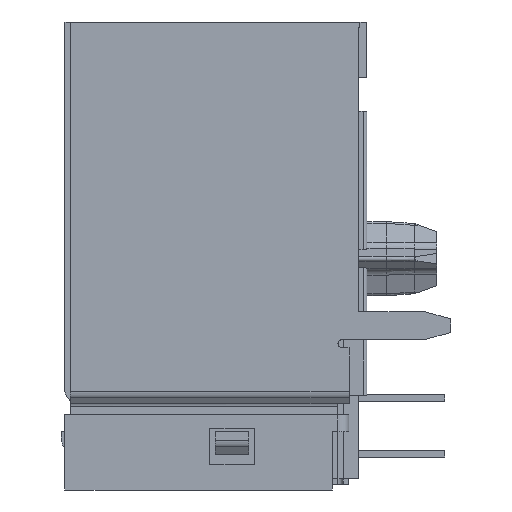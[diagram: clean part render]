
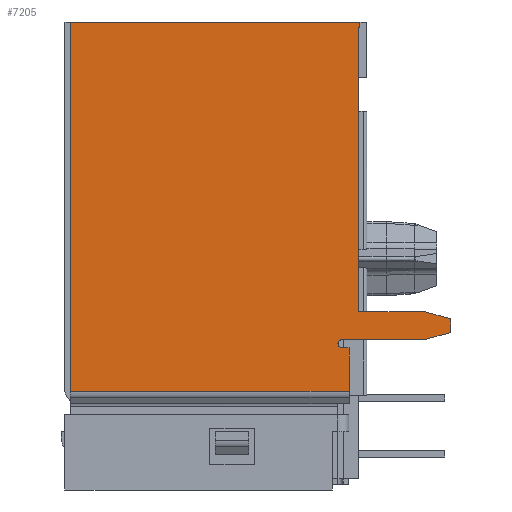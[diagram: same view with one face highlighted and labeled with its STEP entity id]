
A CAD part, left-side view. The second image highlights one B-rep face of the part: STEP entity #7205.
In plain terms, the highlighted planar face has unit normal (-1, 0, 0).
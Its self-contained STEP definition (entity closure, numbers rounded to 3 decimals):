
#350=DIRECTION('',(0.,0.,-1.));
#351=VECTOR('',#350,12.959);
#352=CARTESIAN_POINT('',(-7.938,-6.502,-0.249));
#353=LINE('',#352,#351);
#642=DIRECTION('',(0.,-1.,0.));
#643=VECTOR('',#642,0.064);
#644=CARTESIAN_POINT('',(-7.938,-6.502,-0.249));
#645=LINE('',#644,#643);
#662=DIRECTION('',(0.,1.,0.));
#663=VECTOR('',#662,0.318);
#664=CARTESIAN_POINT('',(-7.938,-6.07,-14.859));
#665=LINE('',#664,#663);
#666=DIRECTION('',(0.,0.,1.));
#667=VECTOR('',#666,1.978);
#668=CARTESIAN_POINT('',(-7.938,-6.07,-16.837));
#669=LINE('',#668,#667);
#670=DIRECTION('',(0.,-1.,0.));
#671=VECTOR('',#670,13.201);
#672=CARTESIAN_POINT('',(-7.938,6.635,0.));
#673=LINE('',#672,#671);
#674=DIRECTION('',(0.,-1.,0.));
#675=VECTOR('',#674,3.006);
#676=CARTESIAN_POINT('',(-7.938,-6.502,-13.208));
#677=LINE('',#676,#675);
#678=DIRECTION('',(0.,-0.966,-0.259));
#679=VECTOR('',#678,1.227);
#680=CARTESIAN_POINT('',(-7.938,-9.508,-13.208));
#681=LINE('',#680,#679);
#682=DIRECTION('',(0.,0.,-1.));
#683=VECTOR('',#682,0.635);
#684=CARTESIAN_POINT('',(-7.938,-10.693,-13.526));
#685=LINE('',#684,#683);
#686=DIRECTION('',(0.,0.966,-0.259));
#687=VECTOR('',#686,1.227);
#688=CARTESIAN_POINT('',(-7.938,-10.693,-14.161));
#689=LINE('',#688,#687);
#690=CARTESIAN_POINT('',(-7.938,-5.753,-14.669));
#691=DIRECTION('',(1.,0.,0.));
#692=DIRECTION('',(0.,0.,-1.));
#693=AXIS2_PLACEMENT_3D('',#690,#691,#692);
#707=DIRECTION('',(0.,-1.,0.));
#708=VECTOR('',#707,3.756);
#709=CARTESIAN_POINT('',(-7.938,-5.753,-14.478));
#710=LINE('',#709,#708);
#1799=DIRECTION('',(0.,0.,-1.));
#1800=VECTOR('',#1799,16.837);
#1801=CARTESIAN_POINT('',(-7.938,6.635,0.));
#1802=LINE('',#1801,#1800);
#1829=DIRECTION('',(0.,1.,0.));
#1830=VECTOR('',#1829,12.705);
#1831=CARTESIAN_POINT('',(-7.938,-6.07,-16.837));
#1832=LINE('',#1831,#1830);
#1889=DIRECTION('',(0.,0.,1.));
#1890=VECTOR('',#1889,0.249);
#1891=CARTESIAN_POINT('',(-7.938,-6.566,-0.249));
#1892=LINE('',#1891,#1890);
#5122=CARTESIAN_POINT('',(-7.938,-6.566,0.));
#5124=VERTEX_POINT('',#5122);
#5138=CARTESIAN_POINT('',(-7.938,-6.566,-0.249));
#5139=VERTEX_POINT('',#5138);
#5294=CARTESIAN_POINT('',(-7.938,6.635,0.));
#5295=CARTESIAN_POINT('',(-7.938,6.635,-16.837));
#5296=VERTEX_POINT('',#5294);
#5297=VERTEX_POINT('',#5295);
#5302=CARTESIAN_POINT('',(-7.938,-6.502,-0.249));
#5303=VERTEX_POINT('',#5302);
#5350=CARTESIAN_POINT('',(-7.938,-9.508,-13.208));
#5351=CARTESIAN_POINT('',(-7.938,-10.693,-13.526));
#5352=VERTEX_POINT('',#5350);
#5353=VERTEX_POINT('',#5351);
#5354=CARTESIAN_POINT('',(-7.938,-10.693,-14.161));
#5355=VERTEX_POINT('',#5354);
#5356=CARTESIAN_POINT('',(-7.938,-9.508,-14.478));
#5357=VERTEX_POINT('',#5356);
#5366=CARTESIAN_POINT('',(-7.938,-6.502,-13.208));
#5367=VERTEX_POINT('',#5366);
#5374=CARTESIAN_POINT('',(-7.938,-6.07,-16.837));
#5376=VERTEX_POINT('',#5374);
#5384=CARTESIAN_POINT('',(-7.938,-6.07,-14.859));
#5385=CARTESIAN_POINT('',(-7.938,-5.753,-14.859));
#5386=VERTEX_POINT('',#5384);
#5387=VERTEX_POINT('',#5385);
#5388=CARTESIAN_POINT('',(-7.938,-5.753,-14.478));
#5389=VERTEX_POINT('',#5388);
#7172=CARTESIAN_POINT('',(-7.938,6.566,-0.249));
#7173=DIRECTION('',(-1.,0.,0.));
#7174=DIRECTION('',(0.,-1.,0.));
#7175=AXIS2_PLACEMENT_3D('',#7172,#7173,#7174);
#7176=PLANE('',#7175);
#7178=ORIENTED_EDGE('',*,*,#7177,.F.);
#7180=ORIENTED_EDGE('',*,*,#7179,.F.);
#7182=ORIENTED_EDGE('',*,*,#7181,.T.);
#7184=ORIENTED_EDGE('',*,*,#7183,.F.);
#7186=ORIENTED_EDGE('',*,*,#7185,.T.);
#7188=ORIENTED_EDGE('',*,*,#7187,.F.);
#7189=ORIENTED_EDGE('',*,*,#7152,.F.);
#7190=ORIENTED_EDGE('',*,*,#6447,.T.);
#7192=ORIENTED_EDGE('',*,*,#7191,.T.);
#7194=ORIENTED_EDGE('',*,*,#7193,.T.);
#7196=ORIENTED_EDGE('',*,*,#7195,.T.);
#7198=ORIENTED_EDGE('',*,*,#7197,.T.);
#7200=ORIENTED_EDGE('',*,*,#7199,.F.);
#7202=ORIENTED_EDGE('',*,*,#7201,.F.);
#7203=EDGE_LOOP('',(#7178,#7180,#7182,#7184,#7186,#7188,#7189,#7190,#7192,#7194,
#7196,#7198,#7200,#7202));
#7204=FACE_OUTER_BOUND('',#7203,.F.);
#694=CIRCLE('',#693,0.191);
#6447=EDGE_CURVE('',#5303,#5367,#353,.T.);
#7152=EDGE_CURVE('',#5303,#5139,#645,.T.);
#7177=EDGE_CURVE('',#5386,#5387,#665,.T.);
#7179=EDGE_CURVE('',#5376,#5386,#669,.T.);
#7181=EDGE_CURVE('',#5376,#5297,#1832,.T.);
#7183=EDGE_CURVE('',#5296,#5297,#1802,.T.);
#7185=EDGE_CURVE('',#5296,#5124,#673,.T.);
#7187=EDGE_CURVE('',#5139,#5124,#1892,.T.);
#7191=EDGE_CURVE('',#5367,#5352,#677,.T.);
#7193=EDGE_CURVE('',#5352,#5353,#681,.T.);
#7195=EDGE_CURVE('',#5353,#5355,#685,.T.);
#7197=EDGE_CURVE('',#5355,#5357,#689,.T.);
#7199=EDGE_CURVE('',#5389,#5357,#710,.T.);
#7201=EDGE_CURVE('',#5387,#5389,#694,.T.);
#7205=ADVANCED_FACE('',(#7204),#7176,.T.);
